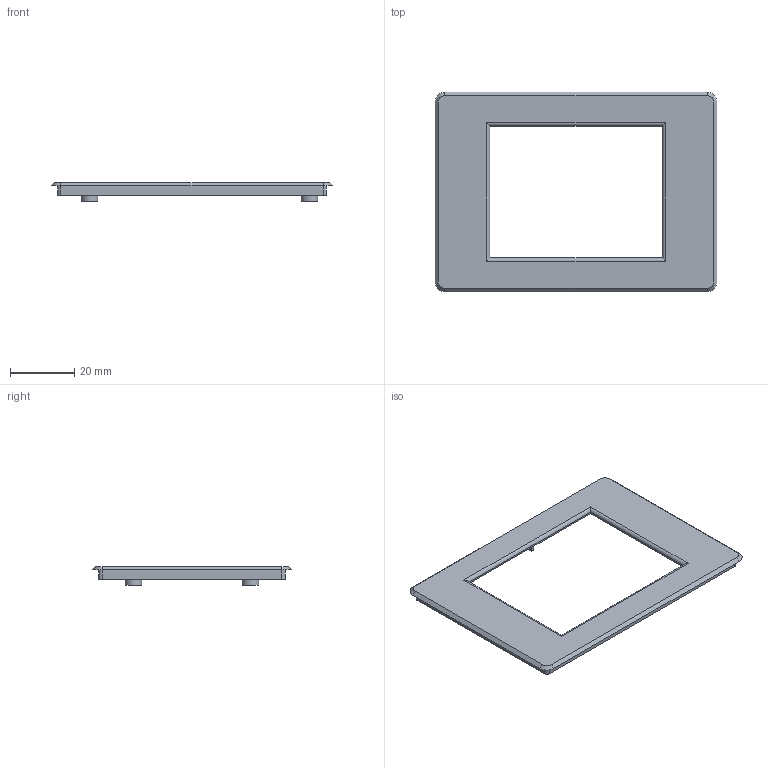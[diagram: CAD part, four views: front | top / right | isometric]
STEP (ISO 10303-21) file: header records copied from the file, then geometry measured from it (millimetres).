
FILE_DESCRIPTION(/* description */ (''),/* implementation_level */ '2;1');
FILE_NAME(/* name */ 'EnvMonitorTop.step',/* time_stamp */ '2021-06-09T16:08:53-05:00',/* author */ (''),/* organization */ (''),/* preprocessor_version */ 'ST-DEVELOPER v18.1',/* originating_system */ 'Autodesk Translation Framework v10.9.0.1377',/* authorisation */ '');
FILE_SCHEMA (('AUTOMOTIVE_DESIGN { 1 0 10303 214 3 1 1 }'));
Length unit declared in the file: millimetre
Products named in the file (1): EnvMonitorTop
Bounding box: 87.7 x 62 x 5.9 mm (x, y, z)
Volume: 4352.9 mm3; surface area: 9255.8 mm2
Topology: 1 solids, 1 shells, 74 faces, 176 edges, 114 vertices
Faces by surface type: plane 54, cylinder 16, cone 4
Full cylindrical faces by diameter (mm): 3 x4, 5.2 x4
Entity records: 2160 total; most frequent: CARTESIAN_POINT 365, DIRECTION 362, ORIENTED_EDGE 352, EDGE_CURVE 176, LINE 140, VECTOR 140, VERTEX_POINT 114, AXIS2_PLACEMENT_3D 111
